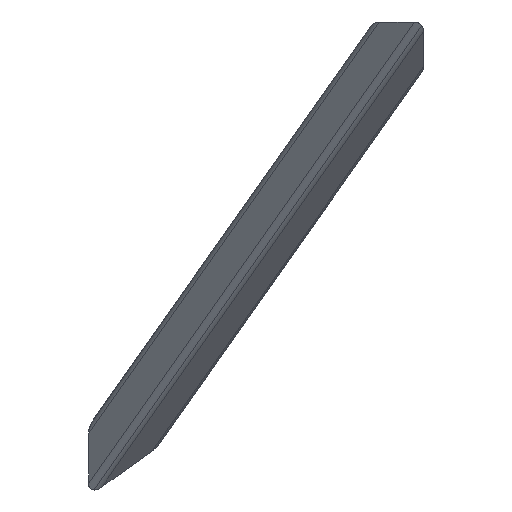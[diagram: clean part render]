
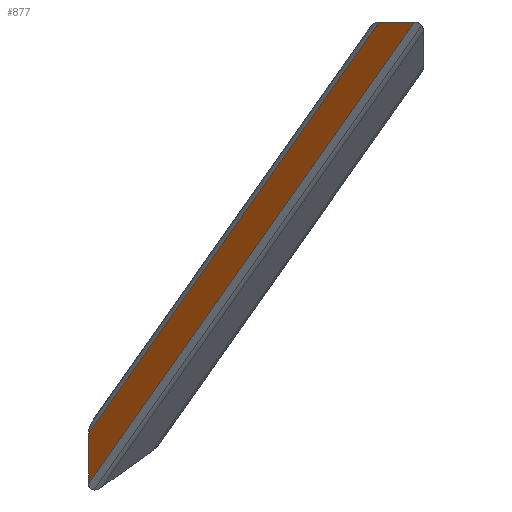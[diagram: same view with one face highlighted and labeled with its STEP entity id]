
A CAD part, left-side view. The second image highlights one B-rep face of the part: STEP entity #877.
In plain terms, the highlighted planar face has unit normal (-0.708, 0.707, -0.001).
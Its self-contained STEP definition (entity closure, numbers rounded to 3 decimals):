
#17 = VECTOR ( 'NONE', #1410, 1000. ) ;
#83 = VERTEX_POINT ( 'NONE', #904 ) ;
#103 = DIRECTION ( 'NONE',  ( -0.707, -0.707, 0. ) ) ;
#122 = EDGE_CURVE ( 'NONE', #635, #1460, #1323, .T. ) ;
#204 = ORIENTED_EDGE ( 'NONE', *, *, #122, .F. ) ;
#263 = VECTOR ( 'NONE', #103, 1000. ) ;
#292 = DIRECTION ( 'NONE',  ( 0.5, 0.499, -0.707 ) ) ;
#312 = ORIENTED_EDGE ( 'NONE', *, *, #647, .T. ) ;
#364 = ORIENTED_EDGE ( 'NONE', *, *, #1349, .F. ) ;
#472 = VERTEX_POINT ( 'NONE', #1504 ) ;
#528 = EDGE_LOOP ( 'NONE', ( #364, #312, #204, #1086 ) ) ;
#579 = CARTESIAN_POINT ( 'NONE',  ( 0., 171.059, -213.429 ) ) ;
#603 = VECTOR ( 'NONE', #292, 1000. ) ;
#635 = VERTEX_POINT ( 'NONE', #740 ) ;
#641 = DIRECTION ( 'NONE',  ( 0., 0.002, 1. ) ) ;
#643 = PLANE ( 'NONE',  #1089 ) ;
#647 = EDGE_CURVE ( 'NONE', #472, #1460, #1815, .T. ) ;
#657 = FACE_OUTER_BOUND ( 'NONE', #528, .T. ) ;
#714 = VECTOR ( 'NONE', #641, 1000. ) ;
#740 = CARTESIAN_POINT ( 'NONE',  ( 0., 171.016, -241.133 ) ) ;
#790 = DIRECTION ( 'NONE',  ( 0.707, 0.707, 0. ) ) ;
#877 = ADVANCED_FACE ( 'NONE', ( #657 ), #643, .F. ) ;
#904 = CARTESIAN_POINT ( 'NONE',  ( -181.014, -9.8, 15. ) ) ;
#970 = CARTESIAN_POINT ( 'NONE',  ( -165.507, 5.69, -6.942 ) ) ;
#980 = CARTESIAN_POINT ( 'NONE',  ( -155.724, 15.518, 15. ) ) ;
#1086 = ORIENTED_EDGE ( 'NONE', *, *, #1649, .F. ) ;
#1089 = AXIS2_PLACEMENT_3D ( 'NONE', #1375, #1673, #790 ) ;
#1137 = LINE ( 'NONE', #970, #17 ) ;
#1323 = LINE ( 'NONE', #1376, #714 ) ;
#1349 = EDGE_CURVE ( 'NONE', #472, #83, #1394, .T. ) ;
#1375 = CARTESIAN_POINT ( 'NONE',  ( -155.718, 15.512, 6.909 ) ) ;
#1376 = CARTESIAN_POINT ( 'NONE',  ( 0., 171.4, 6.668 ) ) ;
#1394 = LINE ( 'NONE', #980, #263 ) ;
#1410 = DIRECTION ( 'NONE',  ( 0.5, 0.499, -0.707 ) ) ;
#1460 = VERTEX_POINT ( 'NONE', #579 ) ;
#1504 = CARTESIAN_POINT ( 'NONE',  ( -161.436, 9.8, 15. ) ) ;
#1649 = EDGE_CURVE ( 'NONE', #83, #635, #1137, .T. ) ;
#1673 = DIRECTION ( 'NONE',  ( 0.707, -0.707, 0.001 ) ) ;
#1764 = CARTESIAN_POINT ( 'NONE',  ( -155.718, 15.512, 6.909 ) ) ;
#1815 = LINE ( 'NONE', #1764, #603 ) ;
